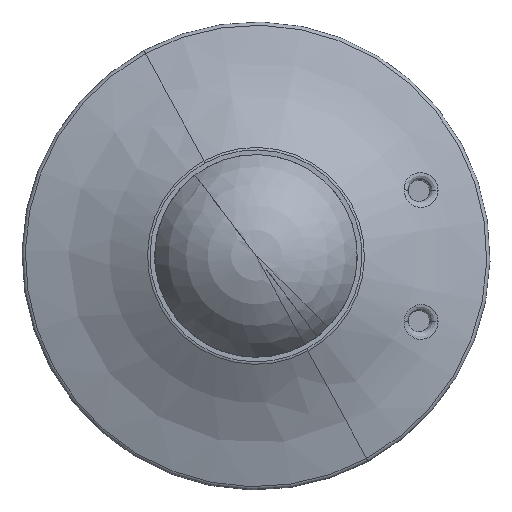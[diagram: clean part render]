
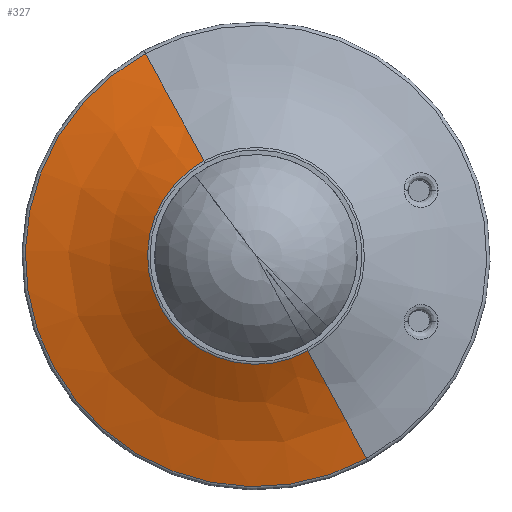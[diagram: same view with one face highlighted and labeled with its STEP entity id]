
A CAD part, top view. The second image highlights one B-rep face of the part: STEP entity #327.
In plain terms, the highlighted face is a revolution surface.
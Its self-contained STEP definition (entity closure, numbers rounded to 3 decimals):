
#258=CARTESIAN_POINT('Vertex',(11.978,-21.925,47.702)) ;
#265=CARTESIAN_POINT('Vertex',(-11.978,21.925,47.702)) ;
#288=CARTESIAN_POINT('Control Point',(11.856,-21.701,47.877)) ;
#289=CARTESIAN_POINT('Control Point',(14.929,-27.327,43.444)) ;
#290=CARTESIAN_POINT('Control Point',(18.28,-33.461,39.848)) ;
#291=CARTESIAN_POINT('Control Point',(21.829,-39.958,37.206)) ;
#292=CARTESIAN_POINT('Control Point',(25.482,-46.644,35.56)) ;
#293=CARTESIAN_POINT('Axis1P Location',(0.,0.,113.241)) ;
#297=CARTESIAN_POINT('Axis2P3D Location',(0.,0.,47.702)) ;
#302=CARTESIAN_POINT('Axis2P3D Location',(-33.529,61.375,113.241)) ;
#306=CARTESIAN_POINT('Vertex',(-25.482,46.644,35.56)) ;
#309=CARTESIAN_POINT('Axis2P3D Location',(0.,0.,35.56)) ;
#313=CARTESIAN_POINT('Vertex',(25.482,-46.644,35.56)) ;
#316=CARTESIAN_POINT('Axis2P3D Location',(33.529,-61.375,113.241)) ;
#294=DIRECTION('Axis1P Direction',(-0.,-0.,-1.)) ;
#298=DIRECTION('Axis2P3D Direction',(0.,0.,1.)) ;
#303=DIRECTION('Axis2P3D Direction',(0.878,0.479,-0.)) ;
#310=DIRECTION('Axis2P3D Direction',(0.,0.,1.)) ;
#317=DIRECTION('Axis2P3D Direction',(-0.878,-0.479,0.)) ;
#299=AXIS2_PLACEMENT_3D('Circle Axis2P3D',#297,#298,$) ;
#304=AXIS2_PLACEMENT_3D('Circle Axis2P3D',#302,#303,$) ;
#311=AXIS2_PLACEMENT_3D('Circle Axis2P3D',#309,#310,$) ;
#318=AXIS2_PLACEMENT_3D('Circle Axis2P3D',#316,#317,$) ;
#322=ORIENTED_EDGE('',*,*,#301,.F.) ;
#323=ORIENTED_EDGE('',*,*,#308,.T.) ;
#324=ORIENTED_EDGE('',*,*,#315,.T.) ;
#325=ORIENTED_EDGE('',*,*,#320,.F.) ;
#327=ADVANCED_FACE('Body.3',(#326),#296,.T.) ;
#295=AXIS1_PLACEMENT('Revolution Surface Axis1P',#293,#294) ;
#287=B_SPLINE_CURVE_WITH_KNOTS('',4,(#288,#289,#290,#291,#292),.UNSPECIFIED.,.F.,.U.,(5,5),(-172.926,-141.751),.UNSPECIFIED.) ;
#300=CIRCLE('generated circle',#299,24.983) ;
#305=CIRCLE('generated circle',#304,79.474) ;
#312=CIRCLE('generated circle',#311,53.15) ;
#319=CIRCLE('generated circle',#318,79.474) ;
#301=EDGE_CURVE('',#266,#259,#300,.T.) ;
#308=EDGE_CURVE('',#266,#307,#305,.T.) ;
#315=EDGE_CURVE('',#307,#314,#312,.T.) ;
#320=EDGE_CURVE('',#259,#314,#319,.T.) ;
#321=EDGE_LOOP('',(#322,#323,#324,#325)) ;
#326=FACE_OUTER_BOUND('',#321,.T.) ;
#296=SURFACE_OF_REVOLUTION('homeo Torus',#287,#295) ;
#259=VERTEX_POINT('',#258) ;
#266=VERTEX_POINT('',#265) ;
#307=VERTEX_POINT('',#306) ;
#314=VERTEX_POINT('',#313) ;
